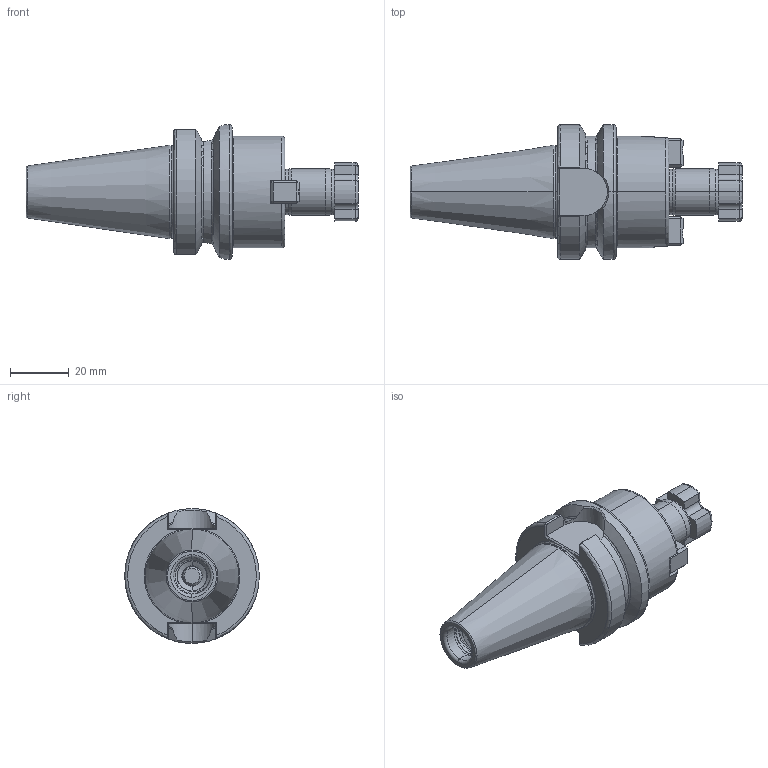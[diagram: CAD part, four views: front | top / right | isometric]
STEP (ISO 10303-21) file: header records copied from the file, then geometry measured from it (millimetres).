
FILE_DESCRIPTION (( 'STEP AP203' ), '1' );
FILE_NAME ('305.11.16.STEP', '2016-11-26T02:16:34', ( '' ), ( '' ), 'SwSTEP 2.0', 'SolidWorks 2012', '' );
FILE_SCHEMA (( 'CONFIG_CONTROL_DESIGN' ));
Length unit declared in the file: millimetre
Products named in the file (5): 305.11.16; 十字螺絲FMB16; 面銑刀墊塊16; 102.11.16_M3xP0.5-12L
Assembly tree (6 placements, depth 2):
  305.11.16
    305.11.16
    十字螺絲FMB16
    面銑刀墊塊16  x2
    102.11.16_M3xP0.5-12L  x2
Bounding box: 113.4 x 46 x 46 mm (x, y, z)
Volume: 72105.2 mm3; surface area: 20337.6 mm2
Topology: 6 solids, 6 shells, 553 faces, 1437 edges, 901 vertices
Faces by surface type: cylinder 278, plane 145, torus 56, cone 45, bspline 29
Entity records: 26883 total; most frequent: CARTESIAN_POINT 16721, ORIENTED_EDGE 2298, DIRECTION 1757, EDGE_CURVE 1149, VERTEX_POINT 725, AXIS2_PLACEMENT_3D 660, EDGE_LOOP 450, ADVANCED_FACE 439
